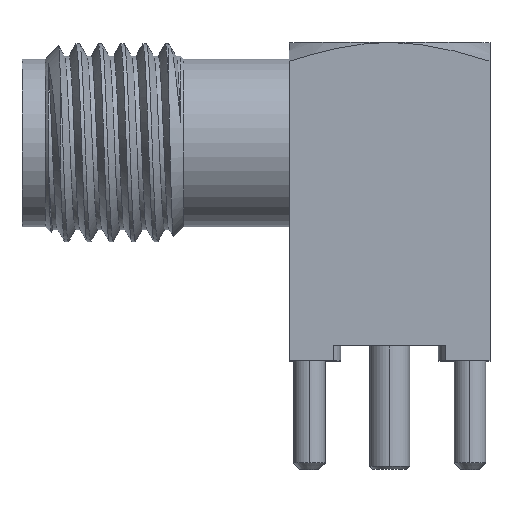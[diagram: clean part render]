
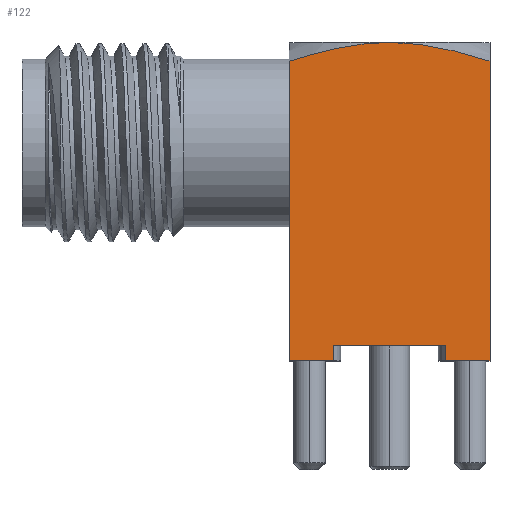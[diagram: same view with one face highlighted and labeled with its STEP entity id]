
A CAD part, top view. The second image highlights one B-rep face of the part: STEP entity #122.
In plain terms, the highlighted planar face has unit normal (0, 0, 1).
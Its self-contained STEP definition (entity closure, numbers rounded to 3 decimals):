
#122=ADVANCED_FACE('',(#319),#320,.T.);
#319=FACE_OUTER_BOUND('',#591,.T.);
#320=PLANE('',#592);
#591=EDGE_LOOP('',(#2369,#2370,#2371,#2372,#2373,#2374,#2375,#2376,#2377));
#592=AXIS2_PLACEMENT_3D('',#2378,#2379,#2380);
#2369=ORIENTED_EDGE('',*,*,#3155,.F.);
#2370=ORIENTED_EDGE('',*,*,#3156,.T.);
#2371=ORIENTED_EDGE('',*,*,#3157,.T.);
#2372=ORIENTED_EDGE('',*,*,#3158,.F.);
#2373=ORIENTED_EDGE('',*,*,#3138,.T.);
#2374=ORIENTED_EDGE('',*,*,#3132,.F.);
#2375=ORIENTED_EDGE('',*,*,#3153,.T.);
#2376=ORIENTED_EDGE('',*,*,#3151,.F.);
#2377=ORIENTED_EDGE('',*,*,#3159,.F.);
#2378=CARTESIAN_POINT('',(-3.048,0.0,3.175));
#2379=DIRECTION('',(0.0,0.0,1.0));
#2380=DIRECTION('',(1.0,0.0,0.0));
#3132=EDGE_CURVE('',#3641,#3643,#3644,.T.);
#3138=EDGE_CURVE('',#3653,#3643,#3654,.T.);
#3151=EDGE_CURVE('',#3671,#3673,#3674,.T.);
#3153=EDGE_CURVE('',#3641,#3673,#3676,.T.);
#3155=EDGE_CURVE('',#3678,#3679,#3680,.T.);
#3156=EDGE_CURVE('',#3678,#3681,#3682,.T.);
#3157=EDGE_CURVE('',#3681,#3683,#3684,.T.);
#3158=EDGE_CURVE('',#3653,#3683,#3685,.T.);
#3159=EDGE_CURVE('',#3679,#3671,#3686,.T.);
#3641=VERTEX_POINT('',#5700);
#3643=VERTEX_POINT('',#5702);
#3644=LINE('',#5703,#5704);
#3653=VERTEX_POINT('',#5715);
#3654=LINE('',#5716,#5717);
#3671=VERTEX_POINT('',#5747);
#3673=VERTEX_POINT('',#5757);
#3674=LINE('',#5758,#5759);
#3676=LINE('',#5762,#5763);
#3678=VERTEX_POINT('',#5765);
#3679=VERTEX_POINT('',#5766);
#3680=B_SPLINE_CURVE_WITH_KNOTS('',3,(#5767,#5768,#5769,#5770,#5771,#5772,#5773,#5774,#5775),.UNSPECIFIED.,.F.,.F.,(4,1,1,1,1,1,4),(0.0,0.167,0.333,0.5,0.667,0.833,1.0),.UNSPECIFIED.);
#3681=VERTEX_POINT('',#5776);
#3682=LINE('',#5777,#5778);
#3683=VERTEX_POINT('',#5779);
#3684=LINE('',#5780,#5781);
#3685=LINE('',#5782,#5783);
#3686=B_SPLINE_CURVE_WITH_KNOTS('',3,(#5784,#5785,#5786,#5787,#5788,#5789,#5790,#5791,#5792),.UNSPECIFIED.,.F.,.F.,(4,1,1,1,1,1,4),(0.0,0.167,0.333,0.5,0.667,0.833,1.0),.UNSPECIFIED.);
#5700=CARTESIAN_POINT('',(26.178,-10.07,3.175));
#5702=CARTESIAN_POINT('',(26.178,-9.57,3.175));
#5703=CARTESIAN_POINT('',(26.178,-10.07,3.175));
#5704=VECTOR('',#6451,0.5);
#5715=CARTESIAN_POINT('',(22.643,-9.57,3.175));
#5716=CARTESIAN_POINT('',(22.643,-9.57,3.175));
#5717=VECTOR('',#6463,3.535);
#5747=CARTESIAN_POINT('',(27.586,-0.598,3.175));
#5757=CARTESIAN_POINT('',(27.586,-10.07,3.175));
#5758=CARTESIAN_POINT('',(27.586,-0.598,3.175));
#5759=VECTOR('',#6484,9.472);
#5762=CARTESIAN_POINT('',(26.178,-10.07,3.175));
#5763=VECTOR('',#6486,1.408);
#5765=CARTESIAN_POINT('',(21.236,-0.598,3.175));
#5766=CARTESIAN_POINT('',(24.411,0.0,3.175));
#5767=CARTESIAN_POINT('',(21.236,-0.598,3.175));
#5768=CARTESIAN_POINT('',(21.432,-0.535,3.175));
#5769=CARTESIAN_POINT('',(21.816,-0.417,3.175));
#5770=CARTESIAN_POINT('',(22.376,-0.267,3.175));
#5771=CARTESIAN_POINT('',(22.915,-0.147,3.175));
#5772=CARTESIAN_POINT('',(23.437,-0.061,3.175));
#5773=CARTESIAN_POINT('',(23.938,-0.01,3.175));
#5774=CARTESIAN_POINT('',(24.256,0.,3.175));
#5775=CARTESIAN_POINT('',(24.411,0.0,3.175));
#5776=CARTESIAN_POINT('',(21.236,-10.07,3.175));
#5777=CARTESIAN_POINT('',(21.236,-0.598,3.175));
#5778=VECTOR('',#6490,9.472);
#5779=CARTESIAN_POINT('',(22.643,-10.07,3.175));
#5780=CARTESIAN_POINT('',(21.236,-10.07,3.175));
#5781=VECTOR('',#6491,1.408);
#5782=CARTESIAN_POINT('',(22.643,-9.57,3.175));
#5783=VECTOR('',#6492,0.5);
#5784=CARTESIAN_POINT('',(24.411,0.0,3.175));
#5785=CARTESIAN_POINT('',(24.566,0.0,3.175));
#5786=CARTESIAN_POINT('',(24.883,-0.01,3.175));
#5787=CARTESIAN_POINT('',(25.385,-0.061,3.175));
#5788=CARTESIAN_POINT('',(25.906,-0.147,3.175));
#5789=CARTESIAN_POINT('',(26.446,-0.267,3.175));
#5790=CARTESIAN_POINT('',(27.005,-0.417,3.175));
#5791=CARTESIAN_POINT('',(27.39,-0.535,3.175));
#5792=CARTESIAN_POINT('',(27.586,-0.598,3.175));
#6451=DIRECTION('',(0.0,1.0,0.0));
#6463=DIRECTION('',(1.0,0.0,0.0));
#6484=DIRECTION('',(0.0,-1.0,0.0));
#6486=DIRECTION('',(1.0,0.0,0.0));
#6490=DIRECTION('',(0.0,-1.0,0.0));
#6491=DIRECTION('',(1.0,0.0,0.0));
#6492=DIRECTION('',(0.0,-1.0,0.0));
